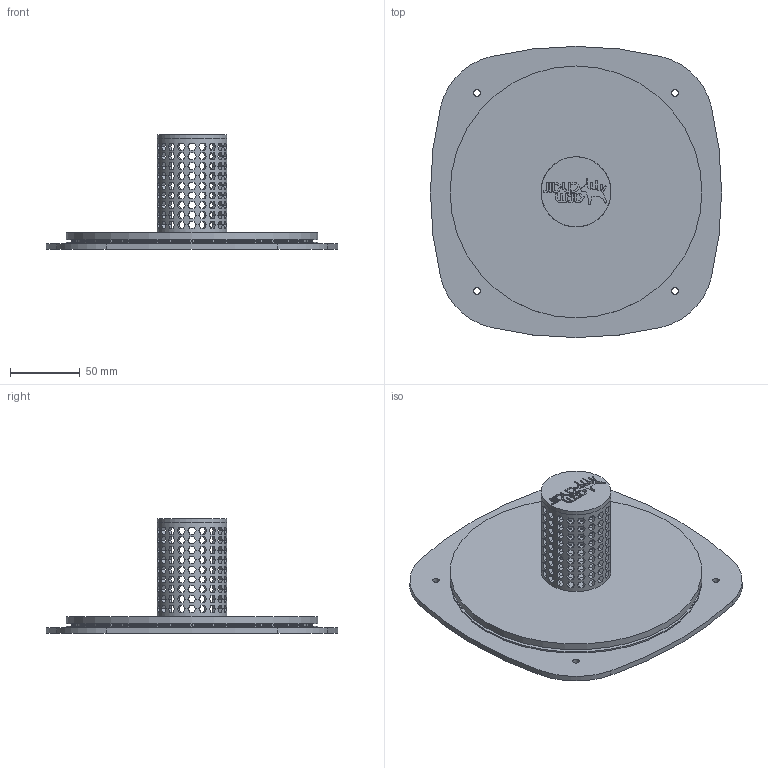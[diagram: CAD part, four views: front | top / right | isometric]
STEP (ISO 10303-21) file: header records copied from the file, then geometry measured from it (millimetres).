
FILE_DESCRIPTION(/* description */ (''),/* implementation_level */ '2;1');
FILE_NAME(/* name */ 'Sistema Spinner v28.step',/* time_stamp */ '2024-04-04T16:10:08-04:00',/* author */ (''),/* organization */ (''),/* preprocessor_version */ 'ST-DEVELOPER v20',/* originating_system */ 'Autodesk Translation Framework v12.20.1.177',/* authorisation */ '');
FILE_SCHEMA (('AUTOMOTIVE_DESIGN { 1 0 10303 214 3 1 1 }'));
Products named in the file (7): Sistema Spinner; Base Plate; Top Plate; Ball Retainer; 8mm Ball Bearing; 50mm Spool Center; 50mm Spool Center Lid
Assembly tree (14 placements, depth 3):
  Sistema Spinner
    Base Plate
      8mm Ball Bearing
    Top Plate
    Ball Retainer
      8mm Ball Bearing  x8
    50mm Spool Center
    50mm Spool Center Lid
Bounding box: 208 x 208 x 82 mm (x, y, z)
Volume: 288588.3 mm3; surface area: 179505.3 mm2
Topology: 14 solids, 14 shells, 1613 faces, 4701 edges, 3086 vertices
Faces by surface type: plane 1095, bspline 253, cone 128, cylinder 116, sphere 19, torus 2
Full cylindrical faces by diameter (mm): 3.4 x3, 4.7 x11, 7.8 x16, 37.6 x1, 43.6 x1, 44 x1, 50 x2, 140 x2, 146 x2, 174 x2, 180 x2
Entity records: 56098 total; most frequent: CARTESIAN_POINT 12634, DIRECTION 9498, ORIENTED_EDGE 9346, EDGE_CURVE 4673, AXIS2_PLACEMENT_3D 3952, VERTEX_POINT 3070, EDGE_LOOP 2001, FACE_OUTER_BOUND 1605
